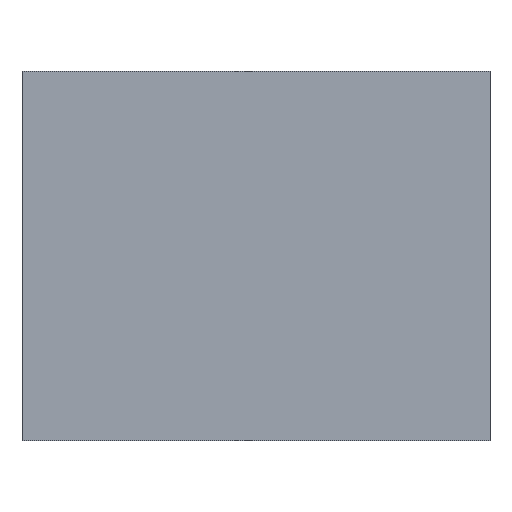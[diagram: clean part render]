
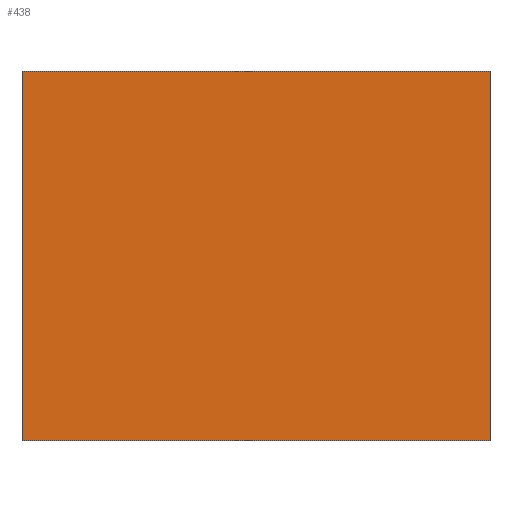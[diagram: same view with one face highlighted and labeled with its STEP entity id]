
A CAD part, top view. The second image highlights one B-rep face of the part: STEP entity #438.
In plain terms, the highlighted planar face has unit normal (0, 0, 1).
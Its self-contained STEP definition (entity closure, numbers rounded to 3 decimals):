
#281=PLANE('',#476);
#294=FACE_OUTER_BOUND('',#304,.T.);
#304=EDGE_LOOP('',(#416,#417,#418,#419));
#312=LINE('',#614,#326);
#315=LINE('',#620,#329);
#318=LINE('',#626,#332);
#321=LINE('',#630,#335);
#326=VECTOR('',#528,10.);
#329=VECTOR('',#533,10.);
#332=VECTOR('',#538,10.);
#335=VECTOR('',#543,10.);
#356=VERTEX_POINT('',#611);
#357=VERTEX_POINT('',#613);
#359=VERTEX_POINT('',#619);
#361=VERTEX_POINT('',#625);
#374=EDGE_CURVE('',#357,#356,#312,.T.);
#377=EDGE_CURVE('',#359,#357,#315,.T.);
#380=EDGE_CURVE('',#361,#359,#318,.T.);
#383=EDGE_CURVE('',#356,#361,#321,.T.);
#416=ORIENTED_EDGE('',*,*,#383,.T.);
#417=ORIENTED_EDGE('',*,*,#380,.T.);
#418=ORIENTED_EDGE('',*,*,#377,.T.);
#419=ORIENTED_EDGE('',*,*,#374,.T.);
#438=ADVANCED_FACE('',(#294),#281,.T.);
#476=AXIS2_PLACEMENT_3D('',#631,#544,#545);
#528=DIRECTION('',(0.,-1.,0.));
#533=DIRECTION('',(-1.,0.,0.));
#538=DIRECTION('',(0.,1.,0.));
#543=DIRECTION('',(1.,0.,0.));
#544=DIRECTION('center_axis',(0.,0.,1.));
#545=DIRECTION('ref_axis',(1.,0.,0.));
#611=CARTESIAN_POINT('',(-11.,-6.,10.));
#613=CARTESIAN_POINT('',(-11.,9.,10.));
#614=CARTESIAN_POINT('',(-11.,9.,10.));
#619=CARTESIAN_POINT('',(8.,9.,10.));
#620=CARTESIAN_POINT('',(8.,9.,10.));
#625=CARTESIAN_POINT('',(8.,-6.,10.));
#626=CARTESIAN_POINT('',(8.,-6.,10.));
#630=CARTESIAN_POINT('',(-11.,-6.,10.));
#631=CARTESIAN_POINT('Origin',(-1.5,1.5,10.));
